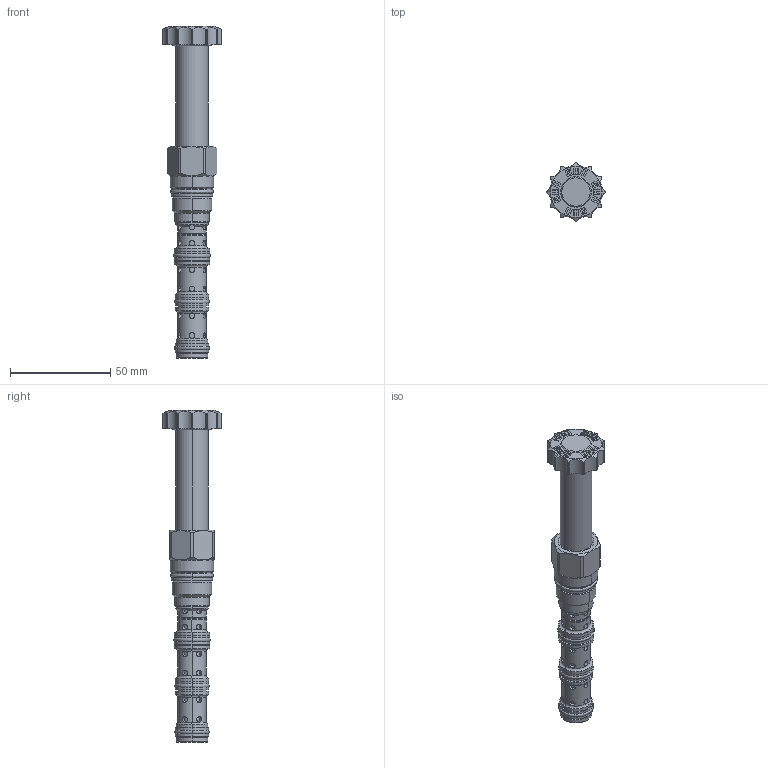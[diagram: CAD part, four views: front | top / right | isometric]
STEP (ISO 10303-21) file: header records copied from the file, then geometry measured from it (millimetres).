
FILE_DESCRIPTION((''),'2;1');
FILE_NAME('DNDFXNN_SW','2024-05-31T15:20:22',('SigMax'),(''),'CREO PARAMETRIC BY PTC INC, 2021072','CREO PARAMETRIC BY PTC INC, 2021072','');
FILE_SCHEMA(('AUTOMOTIVE_DESIGN { 1 0 10303 214 1 1 1 1 }'));
Length unit declared in the file: inch
Products named in the file (1): DNDFXNN_SW
Bounding box: 29.21 x 29.21 x 165.38 mm (x, y, z)
Volume: 40127.3 mm3; surface area: 16123.8 mm2
Topology: 4 solids, 6 shells, 572 faces, 1388 edges, 882 vertices
Faces by surface type: cylinder 260, plane 172, torus 64, cone 60, revolution 16
Entity records: 25377 total; most frequent: CARTESIAN_POINT 8044, ORIENTED_EDGE 2776, DIRECTION 2640, EDGE_CURVE 1388, AXIS2_PLACEMENT_3D 1008, VERTEX_POINT 882, EDGE_LOOP 636, VECTOR 608
